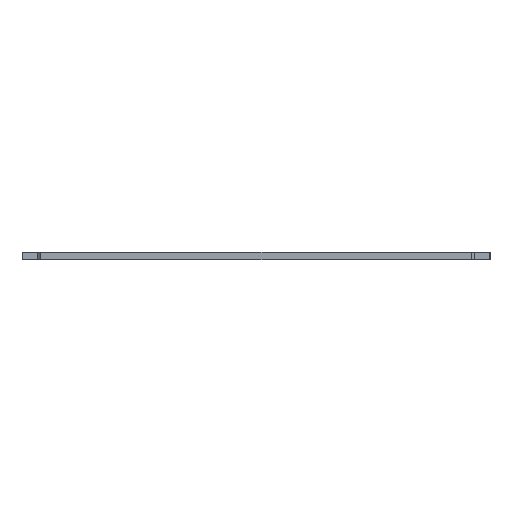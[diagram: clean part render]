
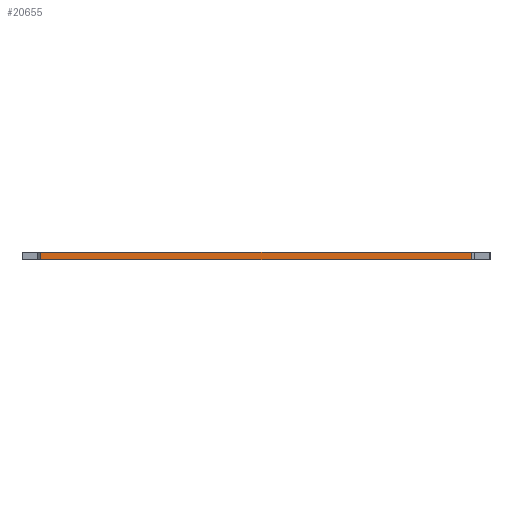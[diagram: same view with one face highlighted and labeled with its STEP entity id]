
A CAD part, front view. The second image highlights one B-rep face of the part: STEP entity #20655.
In plain terms, the highlighted planar face has unit normal (0, -1, 0).
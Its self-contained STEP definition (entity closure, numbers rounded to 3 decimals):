
#83 = PLANE('',#84);
#84 = AXIS2_PLACEMENT_3D('',#85,#86,#87);
#85 = CARTESIAN_POINT('',(102.526,-97.803,1.58));
#86 = DIRECTION('',(-0.,-0.,-1.));
#87 = DIRECTION('',(-1.,0.,0.));
#137 = PLANE('',#138);
#138 = AXIS2_PLACEMENT_3D('',#139,#140,#141);
#139 = CARTESIAN_POINT('',(102.526,-97.803,0.));
#140 = DIRECTION('',(-0.,-0.,-1.));
#141 = DIRECTION('',(-1.,0.,0.));
#526 = VERTEX_POINT('',#527);
#527 = CARTESIAN_POINT('',(148.535,-147.674,0.));
#541 = PLANE('',#542);
#542 = AXIS2_PLACEMENT_3D('',#543,#544,#545);
#543 = CARTESIAN_POINT('',(149.286,-146.924,0.));
#544 = DIRECTION('',(0.707,-0.708,0.));
#545 = DIRECTION('',(-0.708,-0.707,0.));
#553 = EDGE_CURVE('',#526,#554,#556,.T.);
#554 = VERTEX_POINT('',#555);
#555 = CARTESIAN_POINT('',(56.537,-147.68,0.));
#556 = SURFACE_CURVE('',#557,(#561,#568),.PCURVE_S1.);
#557 = LINE('',#558,#559);
#558 = CARTESIAN_POINT('',(148.535,-147.674,0.));
#559 = VECTOR('',#560,1.);
#560 = DIRECTION('',(-1.,0.,0.));
#561 = PCURVE('',#137,#562);
#562 = DEFINITIONAL_REPRESENTATION('',(#563),#567);
#563 = LINE('',#564,#565);
#564 = CARTESIAN_POINT('',(-46.009,-49.871));
#565 = VECTOR('',#566,1.);
#566 = DIRECTION('',(1.,0.));
#567 = ( GEOMETRIC_REPRESENTATION_CONTEXT(2) 
PARAMETRIC_REPRESENTATION_CONTEXT() REPRESENTATION_CONTEXT('2D SPACE',''
  ) );
#568 = PCURVE('',#569,#574);
#569 = PLANE('',#570);
#570 = AXIS2_PLACEMENT_3D('',#571,#572,#573);
#571 = CARTESIAN_POINT('',(148.535,-147.674,0.));
#572 = DIRECTION('',(0.,-1.,0.));
#573 = DIRECTION('',(-1.,0.,0.));
#574 = DEFINITIONAL_REPRESENTATION('',(#575),#579);
#575 = LINE('',#576,#577);
#576 = CARTESIAN_POINT('',(0.,0.));
#577 = VECTOR('',#578,1.);
#578 = DIRECTION('',(1.,0.));
#579 = ( GEOMETRIC_REPRESENTATION_CONTEXT(2) 
PARAMETRIC_REPRESENTATION_CONTEXT() REPRESENTATION_CONTEXT('2D SPACE',''
  ) );
#597 = PLANE('',#598);
#598 = AXIS2_PLACEMENT_3D('',#599,#600,#601);
#599 = CARTESIAN_POINT('',(56.537,-147.68,0.));
#600 = DIRECTION('',(-0.707,-0.707,0.));
#601 = DIRECTION('',(-0.707,0.707,0.));
#11257 = VERTEX_POINT('',#11258);
#11258 = CARTESIAN_POINT('',(148.535,-147.674,1.58));
#11279 = EDGE_CURVE('',#11257,#11280,#11282,.T.);
#11280 = VERTEX_POINT('',#11281);
#11281 = CARTESIAN_POINT('',(56.537,-147.68,1.58));
#11282 = SURFACE_CURVE('',#11283,(#11287,#11294),.PCURVE_S1.);
#11283 = LINE('',#11284,#11285);
#11284 = CARTESIAN_POINT('',(148.535,-147.674,1.58));
#11285 = VECTOR('',#11286,1.);
#11286 = DIRECTION('',(-1.,0.,0.));
#11287 = PCURVE('',#83,#11288);
#11288 = DEFINITIONAL_REPRESENTATION('',(#11289),#11293);
#11289 = LINE('',#11290,#11291);
#11290 = CARTESIAN_POINT('',(-46.009,-49.871));
#11291 = VECTOR('',#11292,1.);
#11292 = DIRECTION('',(1.,0.));
#11293 = ( GEOMETRIC_REPRESENTATION_CONTEXT(2) 
PARAMETRIC_REPRESENTATION_CONTEXT() REPRESENTATION_CONTEXT('2D SPACE',''
  ) );
#11294 = PCURVE('',#569,#11295);
#11295 = DEFINITIONAL_REPRESENTATION('',(#11296),#11300);
#11296 = LINE('',#11297,#11298);
#11297 = CARTESIAN_POINT('',(0.,-1.58));
#11298 = VECTOR('',#11299,1.);
#11299 = DIRECTION('',(1.,0.));
#11300 = ( GEOMETRIC_REPRESENTATION_CONTEXT(2) 
PARAMETRIC_REPRESENTATION_CONTEXT() REPRESENTATION_CONTEXT('2D SPACE',''
  ) );
#20607 = EDGE_CURVE('',#526,#11257,#20608,.T.);
#20608 = SURFACE_CURVE('',#20609,(#20613,#20620),.PCURVE_S1.);
#20609 = LINE('',#20610,#20611);
#20610 = CARTESIAN_POINT('',(148.535,-147.674,0.));
#20611 = VECTOR('',#20612,1.);
#20612 = DIRECTION('',(0.,0.,1.));
#20613 = PCURVE('',#541,#20614);
#20614 = DEFINITIONAL_REPRESENTATION('',(#20615),#20619);
#20615 = LINE('',#20616,#20617);
#20616 = CARTESIAN_POINT('',(1.061,0.));
#20617 = VECTOR('',#20618,1.);
#20618 = DIRECTION('',(0.,-1.));
#20619 = ( GEOMETRIC_REPRESENTATION_CONTEXT(2) 
PARAMETRIC_REPRESENTATION_CONTEXT() REPRESENTATION_CONTEXT('2D SPACE',''
  ) );
#20620 = PCURVE('',#569,#20621);
#20621 = DEFINITIONAL_REPRESENTATION('',(#20622),#20626);
#20622 = LINE('',#20623,#20624);
#20623 = CARTESIAN_POINT('',(0.,0.));
#20624 = VECTOR('',#20625,1.);
#20625 = DIRECTION('',(0.,-1.));
#20626 = ( GEOMETRIC_REPRESENTATION_CONTEXT(2) 
PARAMETRIC_REPRESENTATION_CONTEXT() REPRESENTATION_CONTEXT('2D SPACE',''
  ) );
#20632 = EDGE_CURVE('',#554,#11280,#20633,.T.);
#20633 = SURFACE_CURVE('',#20634,(#20638,#20645),.PCURVE_S1.);
#20634 = LINE('',#20635,#20636);
#20635 = CARTESIAN_POINT('',(56.537,-147.68,0.));
#20636 = VECTOR('',#20637,1.);
#20637 = DIRECTION('',(0.,0.,1.));
#20638 = PCURVE('',#597,#20639);
#20639 = DEFINITIONAL_REPRESENTATION('',(#20640),#20644);
#20640 = LINE('',#20641,#20642);
#20641 = CARTESIAN_POINT('',(0.,0.));
#20642 = VECTOR('',#20643,1.);
#20643 = DIRECTION('',(0.,-1.));
#20644 = ( GEOMETRIC_REPRESENTATION_CONTEXT(2) 
PARAMETRIC_REPRESENTATION_CONTEXT() REPRESENTATION_CONTEXT('2D SPACE',''
  ) );
#20645 = PCURVE('',#569,#20646);
#20646 = DEFINITIONAL_REPRESENTATION('',(#20647),#20651);
#20647 = LINE('',#20648,#20649);
#20648 = CARTESIAN_POINT('',(91.998,0.));
#20649 = VECTOR('',#20650,1.);
#20650 = DIRECTION('',(0.,-1.));
#20651 = ( GEOMETRIC_REPRESENTATION_CONTEXT(2) 
PARAMETRIC_REPRESENTATION_CONTEXT() REPRESENTATION_CONTEXT('2D SPACE',''
  ) );
#20655 = ADVANCED_FACE('',(#20656),#569,.T.);
#20656 = FACE_BOUND('',#20657,.T.);
#20657 = EDGE_LOOP('',(#20658,#20659,#20660,#20661));
#20658 = ORIENTED_EDGE('',*,*,#20607,.T.);
#20659 = ORIENTED_EDGE('',*,*,#11279,.T.);
#20660 = ORIENTED_EDGE('',*,*,#20632,.F.);
#20661 = ORIENTED_EDGE('',*,*,#553,.F.);
